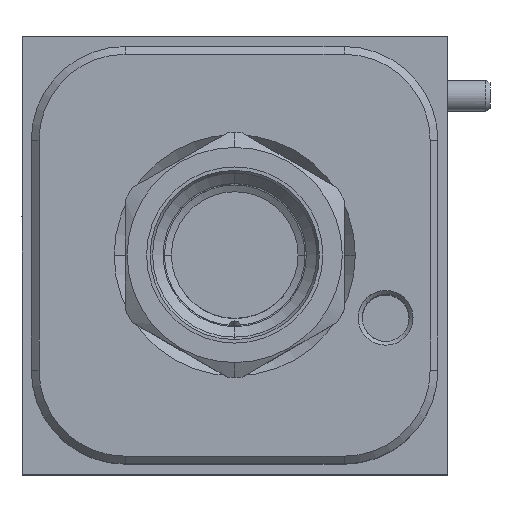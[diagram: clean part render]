
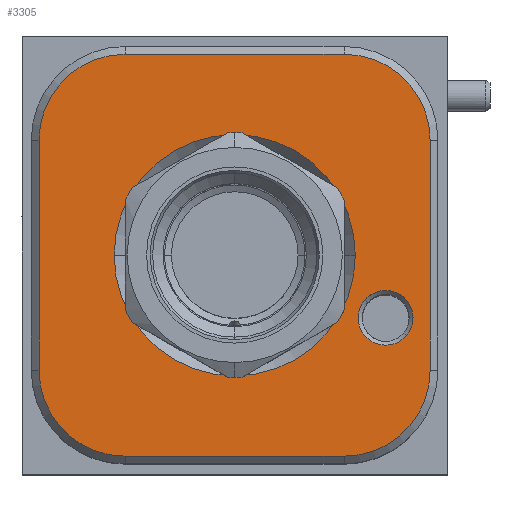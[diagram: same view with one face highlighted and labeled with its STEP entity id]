
A CAD part, top view. The second image highlights one B-rep face of the part: STEP entity #3305.
In plain terms, the highlighted planar face has unit normal (0, 0, 1).
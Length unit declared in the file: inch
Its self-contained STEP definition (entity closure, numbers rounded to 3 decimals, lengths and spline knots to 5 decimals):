
#443=CARTESIAN_POINT('',(0.412,-1.334,2.906));
#444=DIRECTION('',(0.,0.,-1.));
#445=DIRECTION('',(0.,-1.,0.));
#446=AXIS2_PLACEMENT_3D('',#443,#444,#445);
#457=CARTESIAN_POINT('',(1.453,-1.125,2.906));
#458=DIRECTION('',(0.,0.,-1.));
#459=DIRECTION('',(-0.766,0.643,0.));
#460=AXIS2_PLACEMENT_3D('',#457,#458,#459);
#462=CARTESIAN_POINT('',(1.453,-1.125,2.906));
#463=DIRECTION('',(0.,0.,-1.));
#464=DIRECTION('',(0.766,-0.643,0.));
#465=AXIS2_PLACEMENT_3D('',#462,#463,#464);
#467=CARTESIAN_POINT('',(0.85,-0.875,2.906));
#468=DIRECTION('',(0.,0.,-1.));
#469=DIRECTION('',(-1.,0.,0.));
#470=AXIS2_PLACEMENT_3D('',#467,#468,#469);
#472=CARTESIAN_POINT('',(0.85,-0.875,2.906));
#473=DIRECTION('',(0.,0.,-1.));
#474=DIRECTION('',(1.,0.,0.));
#475=AXIS2_PLACEMENT_3D('',#472,#473,#474);
#2575=DIRECTION('',(0.,1.,0.));
#2576=VECTOR('',#2575,0.918);
#2577=CARTESIAN_POINT('',(0.068,-1.334,2.906));
#2578=LINE('',#2577,#2576);
#2595=CARTESIAN_POINT('',(0.412,-0.416,2.906));
#2596=DIRECTION('',(0.,0.,-1.));
#2597=DIRECTION('',(-1.,0.,0.));
#2598=AXIS2_PLACEMENT_3D('',#2595,#2596,#2597);
#2613=DIRECTION('',(1.,0.,0.));
#2614=VECTOR('',#2613,0.875);
#2615=CARTESIAN_POINT('',(0.412,-0.072,2.906));
#2616=LINE('',#2615,#2614);
#2629=CARTESIAN_POINT('',(1.287,-0.416,2.906));
#2630=DIRECTION('',(0.,0.,-1.));
#2631=DIRECTION('',(0.,1.,0.));
#2632=AXIS2_PLACEMENT_3D('',#2629,#2630,#2631);
#2643=DIRECTION('',(0.,-1.,0.));
#2644=VECTOR('',#2643,0.918);
#2645=CARTESIAN_POINT('',(1.631,-0.416,2.906));
#2646=LINE('',#2645,#2644);
#2663=CARTESIAN_POINT('',(1.287,-1.334,2.906));
#2664=DIRECTION('',(0.,0.,-1.));
#2665=DIRECTION('',(1.,0.,0.));
#2666=AXIS2_PLACEMENT_3D('',#2663,#2664,#2665);
#2677=DIRECTION('',(-1.,0.,0.));
#2678=VECTOR('',#2677,0.875);
#2679=CARTESIAN_POINT('',(1.287,-1.678,2.906));
#2680=LINE('',#2679,#2678);
#2787=CARTESIAN_POINT('',(1.36912,-1.05461,2.906));
#2788=CARTESIAN_POINT('',(1.53688,-1.19539,2.906));
#2789=VERTEX_POINT('',#2787);
#2790=VERTEX_POINT('',#2788);
#2827=CARTESIAN_POINT('',(1.332,-0.875,2.906));
#2828=VERTEX_POINT('',#2827);
#2837=CARTESIAN_POINT('',(0.368,-0.875,2.906));
#2838=VERTEX_POINT('',#2837);
#2863=CARTESIAN_POINT('',(0.412,-0.072,2.906));
#2864=CARTESIAN_POINT('',(1.287,-0.072,2.906));
#2865=VERTEX_POINT('',#2863);
#2866=VERTEX_POINT('',#2864);
#2871=CARTESIAN_POINT('',(1.631,-0.416,2.906));
#2872=VERTEX_POINT('',#2871);
#2875=CARTESIAN_POINT('',(1.631,-1.334,2.906));
#2876=VERTEX_POINT('',#2875);
#2879=CARTESIAN_POINT('',(1.287,-1.678,2.906));
#2880=VERTEX_POINT('',#2879);
#2883=CARTESIAN_POINT('',(0.412,-1.678,2.906));
#2884=VERTEX_POINT('',#2883);
#2887=CARTESIAN_POINT('',(0.068,-1.334,2.906));
#2888=VERTEX_POINT('',#2887);
#2891=CARTESIAN_POINT('',(0.068,-0.416,2.906));
#2892=VERTEX_POINT('',#2891);
#3271=CARTESIAN_POINT('',(0.,0.,2.906));
#3272=DIRECTION('',(0.,0.,1.));
#3273=DIRECTION('',(1.,0.,0.));
#3274=AXIS2_PLACEMENT_3D('',#3271,#3272,#3273);
#3275=PLANE('',#3274);
#3276=ORIENTED_EDGE('',*,*,#3261,.T.);
#3278=ORIENTED_EDGE('',*,*,#3277,.T.);
#3280=ORIENTED_EDGE('',*,*,#3279,.T.);
#3282=ORIENTED_EDGE('',*,*,#3281,.T.);
#3284=ORIENTED_EDGE('',*,*,#3283,.T.);
#3286=ORIENTED_EDGE('',*,*,#3285,.T.);
#3288=ORIENTED_EDGE('',*,*,#3287,.T.);
#3290=ORIENTED_EDGE('',*,*,#3289,.T.);
#3291=EDGE_LOOP('',(#3276,#3278,#3280,#3282,#3284,#3286,#3288,#3290));
#3292=FACE_OUTER_BOUND('',#3291,.F.);
#3294=ORIENTED_EDGE('',*,*,#3293,.F.);
#3296=ORIENTED_EDGE('',*,*,#3295,.F.);
#3297=EDGE_LOOP('',(#3294,#3296));
#3298=FACE_BOUND('',#3297,.F.);
#3300=ORIENTED_EDGE('',*,*,#3299,.F.);
#3302=ORIENTED_EDGE('',*,*,#3301,.F.);
#3303=EDGE_LOOP('',(#3300,#3302));
#3304=FACE_BOUND('',#3303,.F.);
#3305=ADVANCED_FACE('',(#3292,#3298,#3304),#3275,.T.);
#447=CIRCLE('',#446,0.344);
#461=CIRCLE('',#460,0.1095);
#466=CIRCLE('',#465,0.1095);
#471=CIRCLE('',#470,0.482);
#476=CIRCLE('',#475,0.482);
#2599=CIRCLE('',#2598,0.344);
#2633=CIRCLE('',#2632,0.344);
#2667=CIRCLE('',#2666,0.344);
#3261=EDGE_CURVE('',#2884,#2888,#447,.T.);
#3277=EDGE_CURVE('',#2888,#2892,#2578,.T.);
#3279=EDGE_CURVE('',#2892,#2865,#2599,.T.);
#3281=EDGE_CURVE('',#2865,#2866,#2616,.T.);
#3283=EDGE_CURVE('',#2866,#2872,#2633,.T.);
#3285=EDGE_CURVE('',#2872,#2876,#2646,.T.);
#3287=EDGE_CURVE('',#2876,#2880,#2667,.T.);
#3289=EDGE_CURVE('',#2880,#2884,#2680,.T.);
#3293=EDGE_CURVE('',#2838,#2828,#471,.T.);
#3295=EDGE_CURVE('',#2828,#2838,#476,.T.);
#3299=EDGE_CURVE('',#2789,#2790,#461,.T.);
#3301=EDGE_CURVE('',#2790,#2789,#466,.T.);
